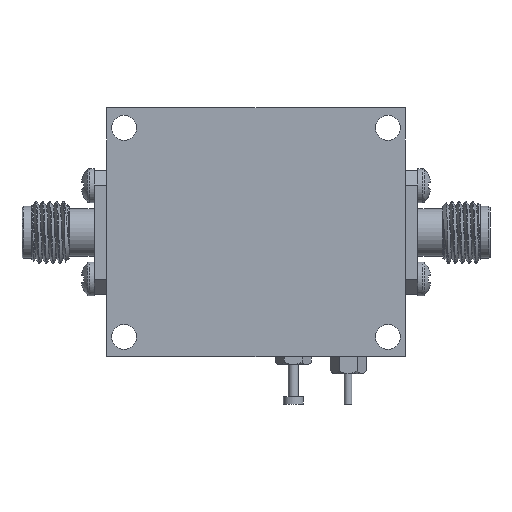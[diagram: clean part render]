
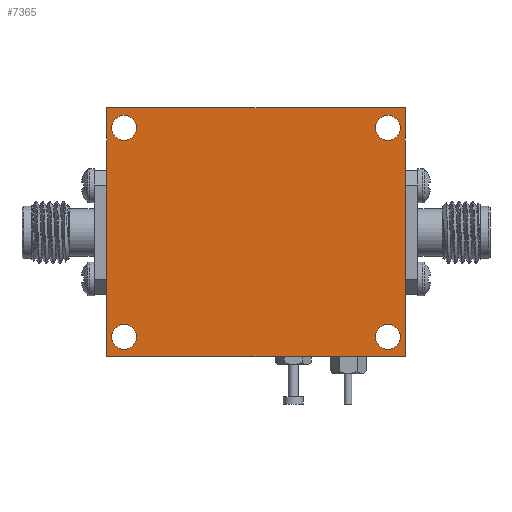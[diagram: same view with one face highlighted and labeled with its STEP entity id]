
A CAD part, front view. The second image highlights one B-rep face of the part: STEP entity #7365.
In plain terms, the highlighted planar face has unit normal (0, -1, 0).
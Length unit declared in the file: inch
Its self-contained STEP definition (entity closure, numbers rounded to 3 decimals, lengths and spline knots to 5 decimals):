
#309 = FACE_BOUND ( 'NONE', #1288, .T. ) ;
#538 = CARTESIAN_POINT ( 'NONE',  ( -0.6, -0.2, 0.5 ) ) ;
#572 = EDGE_CURVE ( 'NONE', #1613, #1613, #1894, .T. ) ;
#789 = CIRCLE ( 'NONE', #10103, 0.05 ) ;
#1102 = CARTESIAN_POINT ( 'NONE',  ( 0.6, -0.2, 0.5 ) ) ;
#1194 = LINE ( 'NONE', #1380, #3865 ) ;
#1230 = DIRECTION ( 'NONE',  ( 0., 0., 1. ) ) ;
#1283 = ORIENTED_EDGE ( 'NONE', *, *, #5161, .F. ) ;
#1288 = EDGE_LOOP ( 'NONE', ( #12122 ) ) ;
#1380 = CARTESIAN_POINT ( 'NONE',  ( -0.6, -0.2, -0.5 ) ) ;
#1613 = VERTEX_POINT ( 'NONE', #4347 ) ;
#1894 = CIRCLE ( 'NONE', #14211, 0.05 ) ;
#1896 = CARTESIAN_POINT ( 'NONE',  ( 0.53, -0.2, -0.37 ) ) ;
#2509 = DIRECTION ( 'NONE',  ( 0., 0., 1. ) ) ;
#2517 = ORIENTED_EDGE ( 'NONE', *, *, #15536, .F. ) ;
#2820 = AXIS2_PLACEMENT_3D ( 'NONE', #16948, #6879, #1230 ) ;
#3865 = VECTOR ( 'NONE', #6931, 39.37008 ) ;
#3875 = CARTESIAN_POINT ( 'NONE',  ( -0.53, -0.2, 0.47 ) ) ;
#3905 = EDGE_CURVE ( 'NONE', #10454, #10454, #4637, .T. ) ;
#4107 = ORIENTED_EDGE ( 'NONE', *, *, #14753, .T. ) ;
#4150 = CARTESIAN_POINT ( 'NONE',  ( -0.6, -0.2, -0.5 ) ) ;
#4347 = CARTESIAN_POINT ( 'NONE',  ( -0.53, -0.2, -0.37 ) ) ;
#4637 = CIRCLE ( 'NONE', #18153, 0.05 ) ;
#4736 = VECTOR ( 'NONE', #10689, 39.37008 ) ;
#5155 = DIRECTION ( 'NONE',  ( 0., 1., 0. ) ) ;
#5161 = EDGE_CURVE ( 'NONE', #13673, #16190, #16147, .T. ) ;
#5249 = VECTOR ( 'NONE', #9268, 39.37008 ) ;
#5421 = EDGE_LOOP ( 'NONE', ( #14759 ) ) ;
#6059 = CARTESIAN_POINT ( 'NONE',  ( 0., -0.2, 0. ) ) ;
#6879 = DIRECTION ( 'NONE',  ( 0., 1., 0. ) ) ;
#6893 = CARTESIAN_POINT ( 'NONE',  ( -0.53, -0.2, -0.42 ) ) ;
#6931 = DIRECTION ( 'NONE',  ( -1., 0., 0. ) ) ;
#7036 = CARTESIAN_POINT ( 'NONE',  ( 0.6, -0.2, -0.5 ) ) ;
#7073 = DIRECTION ( 'NONE',  ( 0., 0., 1. ) ) ;
#7365 = ADVANCED_FACE ( 'NONE', ( #14526, #17251, #10191, #7367, #309 ), #11705, .T. ) ;
#7367 = FACE_BOUND ( 'NONE', #5421, .T. ) ;
#7431 = ORIENTED_EDGE ( 'NONE', *, *, #11517, .F. ) ;
#7973 = AXIS2_PLACEMENT_3D ( 'NONE', #6059, #11794, #9161 ) ;
#8222 = CIRCLE ( 'NONE', #2820, 0.05 ) ;
#8292 = DIRECTION ( 'NONE',  ( 0., 1., 0. ) ) ;
#9161 = DIRECTION ( 'NONE',  ( 0., 0., -1. ) ) ;
#9268 = DIRECTION ( 'NONE',  ( 0., 0., 1. ) ) ;
#9383 = DIRECTION ( 'NONE',  ( 0., 0., -1. ) ) ;
#10068 = EDGE_LOOP ( 'NONE', ( #18552 ) ) ;
#10103 = AXIS2_PLACEMENT_3D ( 'NONE', #10884, #5155, #2509 ) ;
#10191 = FACE_BOUND ( 'NONE', #10733, .T. ) ;
#10333 = VERTEX_POINT ( 'NONE', #7036 ) ;
#10454 = VERTEX_POINT ( 'NONE', #1896 ) ;
#10689 = DIRECTION ( 'NONE',  ( 1., 0., 0. ) ) ;
#10704 = LINE ( 'NONE', #1102, #12817 ) ;
#10733 = EDGE_LOOP ( 'NONE', ( #4107 ) ) ;
#10816 = VERTEX_POINT ( 'NONE', #3875 ) ;
#10884 = CARTESIAN_POINT ( 'NONE',  ( -0.53, -0.2, 0.42 ) ) ;
#11008 = CARTESIAN_POINT ( 'NONE',  ( 0.53, -0.2, 0.47 ) ) ;
#11093 = DIRECTION ( 'NONE',  ( 0., 1., 0. ) ) ;
#11517 = EDGE_CURVE ( 'NONE', #10333, #13673, #1194, .T. ) ;
#11705 = PLANE ( 'NONE',  #7973 ) ;
#11794 = DIRECTION ( 'NONE',  ( 0., -1., 0. ) ) ;
#12122 = ORIENTED_EDGE ( 'NONE', *, *, #572, .T. ) ;
#12219 = CARTESIAN_POINT ( 'NONE',  ( 0.6, -0.2, 0.5 ) ) ;
#12775 = VERTEX_POINT ( 'NONE', #12219 ) ;
#12817 = VECTOR ( 'NONE', #9383, 39.37008 ) ;
#13254 = LINE ( 'NONE', #538, #4736 ) ;
#13673 = VERTEX_POINT ( 'NONE', #4150 ) ;
#13815 = CARTESIAN_POINT ( 'NONE',  ( 0.53, -0.2, -0.42 ) ) ;
#14015 = VERTEX_POINT ( 'NONE', #11008 ) ;
#14211 = AXIS2_PLACEMENT_3D ( 'NONE', #6893, #8292, #7073 ) ;
#14526 = FACE_OUTER_BOUND ( 'NONE', #15387, .T. ) ;
#14753 = EDGE_CURVE ( 'NONE', #14015, #14015, #8222, .T. ) ;
#14759 = ORIENTED_EDGE ( 'NONE', *, *, #3905, .T. ) ;
#14774 = ORIENTED_EDGE ( 'NONE', *, *, #17644, .F. ) ;
#14920 = CARTESIAN_POINT ( 'NONE',  ( -0.6, -0.2, 0.5 ) ) ;
#15387 = EDGE_LOOP ( 'NONE', ( #2517, #14774, #1283, #7431 ) ) ;
#15536 = EDGE_CURVE ( 'NONE', #12775, #10333, #10704, .T. ) ;
#15634 = EDGE_CURVE ( 'NONE', #10816, #10816, #789, .T. ) ;
#16147 = LINE ( 'NONE', #14920, #5249 ) ;
#16190 = VERTEX_POINT ( 'NONE', #18021 ) ;
#16948 = CARTESIAN_POINT ( 'NONE',  ( 0.53, -0.2, 0.42 ) ) ;
#17251 = FACE_BOUND ( 'NONE', #10068, .T. ) ;
#17644 = EDGE_CURVE ( 'NONE', #16190, #12775, #13254, .T. ) ;
#18021 = CARTESIAN_POINT ( 'NONE',  ( -0.6, -0.2, 0.5 ) ) ;
#18140 = DIRECTION ( 'NONE',  ( 0., 0., 1. ) ) ;
#18153 = AXIS2_PLACEMENT_3D ( 'NONE', #13815, #11093, #18140 ) ;
#18552 = ORIENTED_EDGE ( 'NONE', *, *, #15634, .T. ) ;
